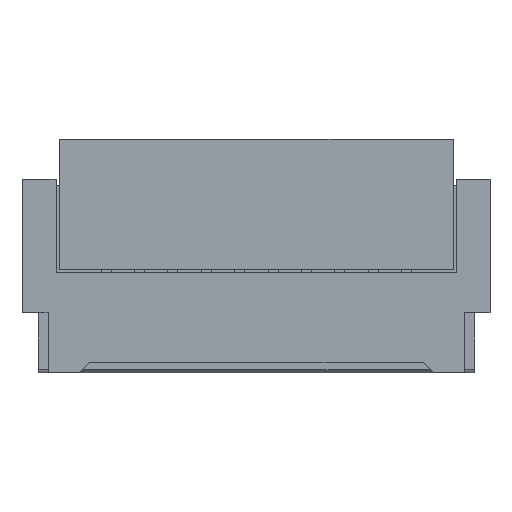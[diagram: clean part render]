
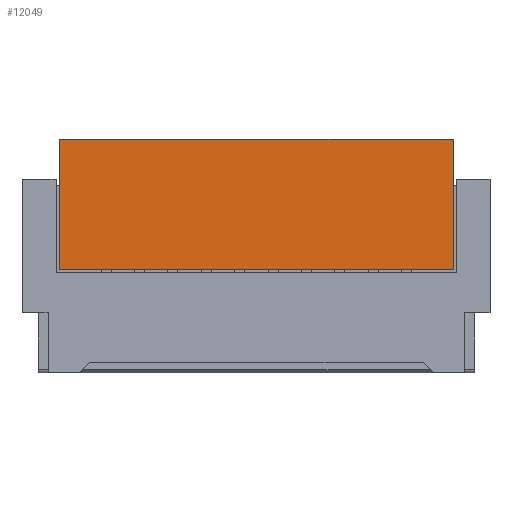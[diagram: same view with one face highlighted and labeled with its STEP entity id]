
A CAD part, top view. The second image highlights one B-rep face of the part: STEP entity #12049.
In plain terms, the highlighted planar face has unit normal (0, 0, 1).
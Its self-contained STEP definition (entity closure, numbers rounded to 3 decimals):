
#257 = LINE ( 'NONE', #17334, #28048 ) ;
#1446 = ORIENTED_EDGE ( 'NONE', *, *, #6584, .F. ) ;
#1926 = LINE ( 'NONE', #4458, #19902 ) ;
#3441 = PLANE ( 'NONE',  #27594 ) ;
#3773 = FACE_OUTER_BOUND ( 'NONE', #4952, .T. ) ;
#4458 = CARTESIAN_POINT ( 'NONE',  ( -2.35, 1.75, 1. ) ) ;
#4702 = CARTESIAN_POINT ( 'NONE',  ( 2.95, -0.2, 1. ) ) ;
#4952 = EDGE_LOOP ( 'NONE', ( #26663, #1446, #20996, #31038 ) ) ;
#6584 = EDGE_CURVE ( 'NONE', #21436, #11200, #12411, .T. ) ;
#6649 = EDGE_CURVE ( 'NONE', #17813, #11200, #257, .T. ) ;
#7149 = DIRECTION ( 'NONE',  ( -1., 0., 0. ) ) ;
#7720 = CARTESIAN_POINT ( 'NONE',  ( 2.95, -0.2, 1. ) ) ;
#10201 = VECTOR ( 'NONE', #22127, 1000. ) ;
#11113 = DIRECTION ( 'NONE',  ( 1., 0., 0. ) ) ;
#11200 = VERTEX_POINT ( 'NONE', #4702 ) ;
#12049 = ADVANCED_FACE ( 'NONE', ( #3773 ), #3441, .T. ) ;
#12411 = LINE ( 'NONE', #7720, #10201 ) ;
#13195 = CARTESIAN_POINT ( 'NONE',  ( 0., -0.3, 1. ) ) ;
#13817 = DIRECTION ( 'NONE',  ( 0., 0., 1. ) ) ;
#15346 = CARTESIAN_POINT ( 'NONE',  ( -2.95, 1.75, 1. ) ) ;
#16122 = CARTESIAN_POINT ( 'NONE',  ( 2.95, 1.75, 1. ) ) ;
#17198 = CARTESIAN_POINT ( 'NONE',  ( -2.95, -0.2, 1. ) ) ;
#17334 = CARTESIAN_POINT ( 'NONE',  ( -2.35, -0.2, 1. ) ) ;
#17420 = EDGE_CURVE ( 'NONE', #21436, #25695, #1926, .T. ) ;
#17813 = VERTEX_POINT ( 'NONE', #30116 ) ;
#19902 = VECTOR ( 'NONE', #7149, 1000. ) ;
#20996 = ORIENTED_EDGE ( 'NONE', *, *, #17420, .T. ) ;
#21436 = VERTEX_POINT ( 'NONE', #16122 ) ;
#22127 = DIRECTION ( 'NONE',  ( 0., -1., 0. ) ) ;
#24804 = DIRECTION ( 'NONE',  ( 1., 0., 0. ) ) ;
#25695 = VERTEX_POINT ( 'NONE', #15346 ) ;
#26663 = ORIENTED_EDGE ( 'NONE', *, *, #6649, .T. ) ;
#26885 = DIRECTION ( 'NONE',  ( 0., -1., 0. ) ) ;
#27594 = AXIS2_PLACEMENT_3D ( 'NONE', #13195, #13817, #11113 ) ;
#28048 = VECTOR ( 'NONE', #24804, 1000. ) ;
#28423 = VECTOR ( 'NONE', #26885, 1000. ) ;
#29480 = LINE ( 'NONE', #17198, #28423 ) ;
#30116 = CARTESIAN_POINT ( 'NONE',  ( -2.95, -0.2, 1. ) ) ;
#30530 = EDGE_CURVE ( 'NONE', #25695, #17813, #29480, .T. ) ;
#31038 = ORIENTED_EDGE ( 'NONE', *, *, #30530, .T. ) ;
